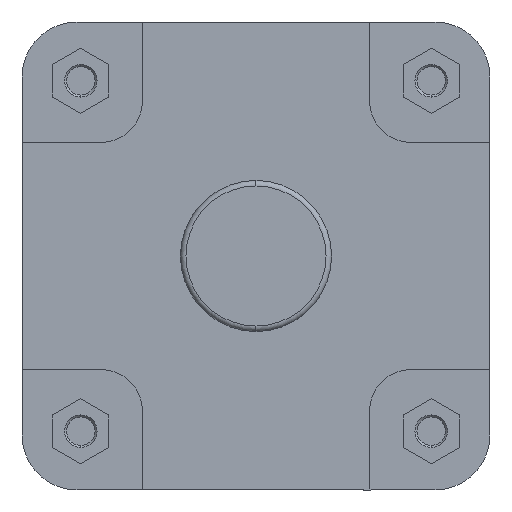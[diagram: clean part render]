
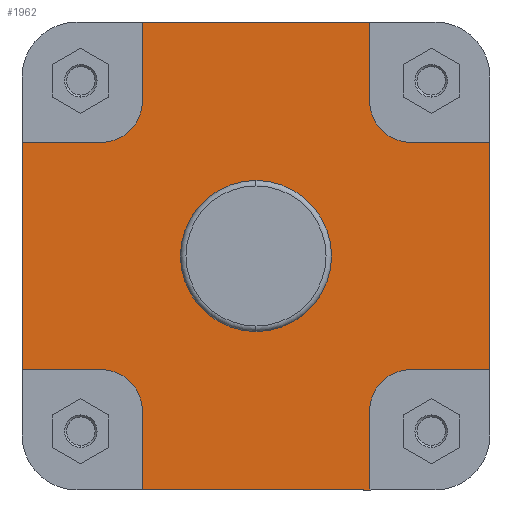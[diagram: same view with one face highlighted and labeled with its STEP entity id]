
A CAD part, left-side view. The second image highlights one B-rep face of the part: STEP entity #1962.
In plain terms, the highlighted planar face has unit normal (-1, 0, 0).
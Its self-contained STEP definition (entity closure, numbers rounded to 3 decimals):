
#18 = VERTEX_POINT ( 'NONE', #6961 ) ;
#28 = VERTEX_POINT ( 'NONE', #6949 ) ;
#36 = VERTEX_POINT ( 'NONE', #6939 ) ;
#48 = VERTEX_POINT ( 'NONE', #6923 ) ;
#49 = VERTEX_POINT ( 'NONE', #6922 ) ;
#50 = VERTEX_POINT ( 'NONE', #6921 ) ;
#57 = VERTEX_POINT ( 'NONE', #6912 ) ;
#58 = VERTEX_POINT ( 'NONE', #6911 ) ;
#70 = VERTEX_POINT ( 'NONE', #6900 ) ;
#71 = VERTEX_POINT ( 'NONE', #6897 ) ;
#82 = VERTEX_POINT ( 'NONE', #6875 ) ;
#83 = VERTEX_POINT ( 'NONE', #6874 ) ;
#103 = VERTEX_POINT ( 'NONE', #6848 ) ;
#104 = VERTEX_POINT ( 'NONE', #6847 ) ;
#105 = VERTEX_POINT ( 'NONE', #6846 ) ;
#106 = VERTEX_POINT ( 'NONE', #6845 ) ;
#321 = EDGE_LOOP ( 'NONE', ( #736, #735, #733, #732, #731, #729, #728, #727, #726, #724, #723, #722, #721, #720, #719, #718 ) ) ;
#330 = EDGE_LOOP ( 'NONE', ( #739, #738 ) ) ;
#718 = ORIENTED_EDGE ( 'NONE', *, *, #2681, .F. ) ;
#719 = ORIENTED_EDGE ( 'NONE', *, *, #2682, .F. ) ;
#720 = ORIENTED_EDGE ( 'NONE', *, *, #2683, .F. ) ;
#721 = ORIENTED_EDGE ( 'NONE', *, *, #2684, .F. ) ;
#722 = ORIENTED_EDGE ( 'NONE', *, *, #2685, .F. ) ;
#723 = ORIENTED_EDGE ( 'NONE', *, *, #2686, .F. ) ;
#724 = ORIENTED_EDGE ( 'NONE', *, *, #2687, .F. ) ;
#726 = ORIENTED_EDGE ( 'NONE', *, *, #2688, .F. ) ;
#727 = ORIENTED_EDGE ( 'NONE', *, *, #2689, .F. ) ;
#728 = ORIENTED_EDGE ( 'NONE', *, *, #2690, .F. ) ;
#729 = ORIENTED_EDGE ( 'NONE', *, *, #2691, .F. ) ;
#731 = ORIENTED_EDGE ( 'NONE', *, *, #2692, .T. ) ;
#732 = ORIENTED_EDGE ( 'NONE', *, *, #2695, .F. ) ;
#733 = ORIENTED_EDGE ( 'NONE', *, *, #2696, .F. ) ;
#735 = ORIENTED_EDGE ( 'NONE', *, *, #2693, .F. ) ;
#736 = ORIENTED_EDGE ( 'NONE', *, *, #2694, .T. ) ;
#738 = ORIENTED_EDGE ( 'NONE', *, *, #2715, .F. ) ;
#739 = ORIENTED_EDGE ( 'NONE', *, *, #2301, .F. ) ;
#1372 = FACE_OUTER_BOUND ( 'NONE', #321, .T. ) ;
#1374 = FACE_BOUND ( 'NONE', #330, .T. ) ;
#1594 = CIRCLE ( 'NONE', #3008, 54.9 ) ;
#1962 = ADVANCED_FACE ( 'NONE', ( #1374, #1372 ), #4442, .F. ) ;
#2301 = EDGE_CURVE ( 'NONE', #7011, #6999, #1594, .T. ) ;
#2681 = EDGE_CURVE ( 'NONE', #71, #58, #6555, .T. ) ;
#2682 = EDGE_CURVE ( 'NONE', #58, #57, #6559, .T. ) ;
#2683 = EDGE_CURVE ( 'NONE', #57, #104, #6551, .T. ) ;
#2684 = EDGE_CURVE ( 'NONE', #104, #28, #6560, .T. ) ;
#2685 = EDGE_CURVE ( 'NONE', #28, #18, #6562, .T. ) ;
#2686 = EDGE_CURVE ( 'NONE', #18, #70, #6566, .T. ) ;
#2687 = EDGE_CURVE ( 'NONE', #70, #49, #6552, .T. ) ;
#2688 = EDGE_CURVE ( 'NONE', #49, #106, #6567, .T. ) ;
#2689 = EDGE_CURVE ( 'NONE', #106, #105, #6569, .T. ) ;
#2690 = EDGE_CURVE ( 'NONE', #105, #50, #6572, .T. ) ;
#2691 = EDGE_CURVE ( 'NONE', #50, #36, #6557, .T. ) ;
#2692 = EDGE_CURVE ( 'NONE', #103, #36, #6573, .T. ) ;
#2693 = EDGE_CURVE ( 'NONE', #82, #83, #6571, .T. ) ;
#2694 = EDGE_CURVE ( 'NONE', #71, #83, #6577, .T. ) ;
#2695 = EDGE_CURVE ( 'NONE', #103, #48, #6579, .T. ) ;
#2696 = EDGE_CURVE ( 'NONE', #48, #82, #6583, .T. ) ;
#2715 = EDGE_CURVE ( 'NONE', #6999, #7011, #6606, .T. ) ;
#2987 = AXIS2_PLACEMENT_3D ( 'NONE', #4434, #4443, #4444 ) ;
#3008 = AXIS2_PLACEMENT_3D ( 'NONE', #4712, #4713, #4714 ) ;
#3150 = AXIS2_PLACEMENT_3D ( 'NONE', #5606, #5619, #5620 ) ;
#3157 = AXIS2_PLACEMENT_3D ( 'NONE', #5611, #5628, #5629 ) ;
#3158 = AXIS2_PLACEMENT_3D ( 'NONE', #5618, #5636, #5637 ) ;
#3159 = AXIS2_PLACEMENT_3D ( 'NONE', #5643, #5650, #5651 ) ;
#3173 = AXIS2_PLACEMENT_3D ( 'NONE', #5696, #5704, #5705 ) ;
#4434 = CARTESIAN_POINT ( 'NONE',  ( 16., 54.9, 0. ) ) ;
#4442 = PLANE ( 'NONE',  #2987 ) ;
#4443 = DIRECTION ( 'NONE',  ( 1., 0., 0. ) ) ;
#4444 = DIRECTION ( 'NONE',  ( 0., 0., -1. ) ) ;
#4712 = CARTESIAN_POINT ( 'NONE',  ( 16., 0., 0. ) ) ;
#4713 = DIRECTION ( 'NONE',  ( -1., 0., 0. ) ) ;
#4714 = DIRECTION ( 'NONE',  ( 0., 0., 1. ) ) ;
#5606 = CARTESIAN_POINT ( 'NONE',  ( 16., 112.5, -112.5 ) ) ;
#5611 = CARTESIAN_POINT ( 'NONE',  ( 16., 112.5, 112.5 ) ) ;
#5616 = CARTESIAN_POINT ( 'NONE',  ( 16., 82.5, -112.5 ) ) ;
#5617 = DIRECTION ( 'NONE',  ( 0., 0., 1. ) ) ;
#5618 = CARTESIAN_POINT ( 'NONE',  ( 16., -112.5, 112.5 ) ) ;
#5619 = DIRECTION ( 'NONE',  ( -1., 0., 0. ) ) ;
#5620 = DIRECTION ( 'NONE',  ( 0., 0., -1. ) ) ;
#5621 = CARTESIAN_POINT ( 'NONE',  ( 16., 170., -82.5 ) ) ;
#5622 = DIRECTION ( 'NONE',  ( 0., 1., 0. ) ) ;
#5623 = CARTESIAN_POINT ( 'NONE',  ( 16., 170., 0. ) ) ;
#5624 = DIRECTION ( 'NONE',  ( 0., 0., 1. ) ) ;
#5625 = CARTESIAN_POINT ( 'NONE',  ( 16., 112.5, 82.5 ) ) ;
#5626 = DIRECTION ( 'NONE',  ( 0., -1., 0. ) ) ;
#5627 = CARTESIAN_POINT ( 'NONE',  ( 16., -82.5, -170. ) ) ;
#5628 = DIRECTION ( 'NONE',  ( -1., 0., 0. ) ) ;
#5629 = DIRECTION ( 'NONE',  ( 0., 1., 0. ) ) ;
#5630 = CARTESIAN_POINT ( 'NONE',  ( 16., 82.5, 170. ) ) ;
#5631 = DIRECTION ( 'NONE',  ( 0., 0., 1. ) ) ;
#5632 = CARTESIAN_POINT ( 'NONE',  ( 16., -374.141, 170. ) ) ;
#5633 = DIRECTION ( 'NONE',  ( 0., -1., 0. ) ) ;
#5634 = CARTESIAN_POINT ( 'NONE',  ( 16., -82.5, 112.5 ) ) ;
#5635 = DIRECTION ( 'NONE',  ( 0., 0., -1. ) ) ;
#5636 = DIRECTION ( 'NONE',  ( -1., 0., 0. ) ) ;
#5637 = DIRECTION ( 'NONE',  ( 0., 0., 1. ) ) ;
#5638 = CARTESIAN_POINT ( 'NONE',  ( 16., -170., 82.5 ) ) ;
#5639 = DIRECTION ( 'NONE',  ( 0., -1., 0. ) ) ;
#5641 = CARTESIAN_POINT ( 'NONE',  ( 16., -170., 0. ) ) ;
#5642 = DIRECTION ( 'NONE',  ( 0., 0., 1. ) ) ;
#5643 = CARTESIAN_POINT ( 'NONE',  ( 16., -112.5, -112.5 ) ) ;
#5644 = DIRECTION ( 'NONE',  ( 0., 0., -1. ) ) ;
#5645 = CARTESIAN_POINT ( 'NONE',  ( 16., -374.141, -170. ) ) ;
#5646 = DIRECTION ( 'NONE',  ( 0., -1., 0. ) ) ;
#5647 = CARTESIAN_POINT ( 'NONE',  ( 16., -112.5, -82.5 ) ) ;
#5648 = DIRECTION ( 'NONE',  ( 0., 1., 0. ) ) ;
#5650 = DIRECTION ( 'NONE',  ( -1., 0., 0. ) ) ;
#5651 = DIRECTION ( 'NONE',  ( 0., -1., 0. ) ) ;
#5696 = CARTESIAN_POINT ( 'NONE',  ( 16., 0., 0. ) ) ;
#5704 = DIRECTION ( 'NONE',  ( -1., 0., 0. ) ) ;
#5705 = DIRECTION ( 'NONE',  ( 0., 0., 1. ) ) ;
#5785 = CARTESIAN_POINT ( 'NONE',  ( 16., 0., -54.9 ) ) ;
#5799 = CARTESIAN_POINT ( 'NONE',  ( 16., 0., 54.9 ) ) ;
#6551 = LINE ( 'NONE', #5621, #6553 ) ;
#6552 = LINE ( 'NONE', #5630, #6558 ) ;
#6553 = VECTOR ( 'NONE', #5622, 1000. ) ;
#6555 = LINE ( 'NONE', #5616, #6556 ) ;
#6556 = VECTOR ( 'NONE', #5617, 1000. ) ;
#6557 = LINE ( 'NONE', #5638, #6565 ) ;
#6558 = VECTOR ( 'NONE', #5631, 1000. ) ;
#6559 = CIRCLE ( 'NONE', #3150, 30. ) ;
#6560 = LINE ( 'NONE', #5623, #6561 ) ;
#6561 = VECTOR ( 'NONE', #5624, 1000. ) ;
#6562 = LINE ( 'NONE', #5625, #6563 ) ;
#6563 = VECTOR ( 'NONE', #5626, 1000. ) ;
#6565 = VECTOR ( 'NONE', #5639, 1000. ) ;
#6566 = CIRCLE ( 'NONE', #3157, 30. ) ;
#6567 = LINE ( 'NONE', #5632, #6568 ) ;
#6568 = VECTOR ( 'NONE', #5633, 1000. ) ;
#6569 = LINE ( 'NONE', #5634, #6570 ) ;
#6570 = VECTOR ( 'NONE', #5635, 1000. ) ;
#6571 = LINE ( 'NONE', #5627, #6575 ) ;
#6572 = CIRCLE ( 'NONE', #3158, 30. ) ;
#6573 = LINE ( 'NONE', #5641, #6574 ) ;
#6574 = VECTOR ( 'NONE', #5642, 1000. ) ;
#6575 = VECTOR ( 'NONE', #5644, 1000. ) ;
#6577 = LINE ( 'NONE', #5645, #6578 ) ;
#6578 = VECTOR ( 'NONE', #5646, 1000. ) ;
#6579 = LINE ( 'NONE', #5647, #6580 ) ;
#6580 = VECTOR ( 'NONE', #5648, 1000. ) ;
#6583 = CIRCLE ( 'NONE', #3159, 30. ) ;
#6606 = CIRCLE ( 'NONE', #3173, 54.9 ) ;
#6845 = CARTESIAN_POINT ( 'NONE',  ( 16., -82.5, 170. ) ) ;
#6846 = CARTESIAN_POINT ( 'NONE',  ( 16., -82.5, 112.5 ) ) ;
#6847 = CARTESIAN_POINT ( 'NONE',  ( 16., 170., -82.5 ) ) ;
#6848 = CARTESIAN_POINT ( 'NONE',  ( 16., -170., -82.5 ) ) ;
#6874 = CARTESIAN_POINT ( 'NONE',  ( 16., -82.5, -170. ) ) ;
#6875 = CARTESIAN_POINT ( 'NONE',  ( 16., -82.5, -112.5 ) ) ;
#6897 = CARTESIAN_POINT ( 'NONE',  ( 16., 82.5, -170. ) ) ;
#6900 = CARTESIAN_POINT ( 'NONE',  ( 16., 82.5, 112.5 ) ) ;
#6911 = CARTESIAN_POINT ( 'NONE',  ( 16., 82.5, -112.5 ) ) ;
#6912 = CARTESIAN_POINT ( 'NONE',  ( 16., 112.5, -82.5 ) ) ;
#6921 = CARTESIAN_POINT ( 'NONE',  ( 16., -112.5, 82.5 ) ) ;
#6922 = CARTESIAN_POINT ( 'NONE',  ( 16., 82.5, 170. ) ) ;
#6923 = CARTESIAN_POINT ( 'NONE',  ( 16., -112.5, -82.5 ) ) ;
#6939 = CARTESIAN_POINT ( 'NONE',  ( 16., -170., 82.5 ) ) ;
#6949 = CARTESIAN_POINT ( 'NONE',  ( 16., 170., 82.5 ) ) ;
#6961 = CARTESIAN_POINT ( 'NONE',  ( 16., 112.5, 82.5 ) ) ;
#6999 = VERTEX_POINT ( 'NONE', #5785 ) ;
#7011 = VERTEX_POINT ( 'NONE', #5799 ) ;
